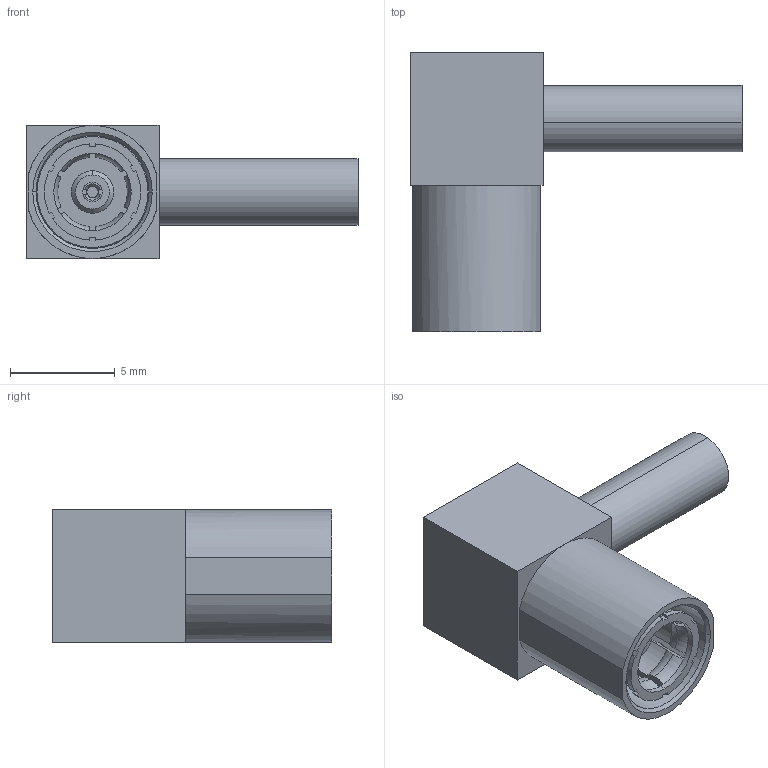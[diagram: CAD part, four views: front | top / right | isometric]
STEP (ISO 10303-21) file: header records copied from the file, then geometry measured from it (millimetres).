
FILE_DESCRIPTION (( 'STEP AP203' ), '1' );
FILE_NAME ('SMB-LJ-178.STEP', '2025-03-12T00:25:42', ( '' ), ( '' ), 'SwSTEP 2.0', 'SolidWorks 2022', '' );
FILE_SCHEMA (( 'CONFIG_CONTROL_DESIGN' ));
Length unit declared in the file: millimetre
Products named in the file (1): SMB-LJ-178
Bounding box: 15.85 x 13.35 x 6.35 mm (x, y, z)
Volume: 457.9 mm3; surface area: 733.6 mm2
Topology: 1 solids, 1 shells, 489 faces, 1447 edges, 958 vertices
Faces by surface type: plane 280, cylinder 187, torus 12, cone 10
Entity records: 16684 total; most frequent: CARTESIAN_POINT 3415, ORIENTED_EDGE 2894, DIRECTION 2697, EDGE_CURVE 1447, VERTEX_POINT 958, AXIS2_PLACEMENT_3D 928, VECTOR 841, LINE 841
